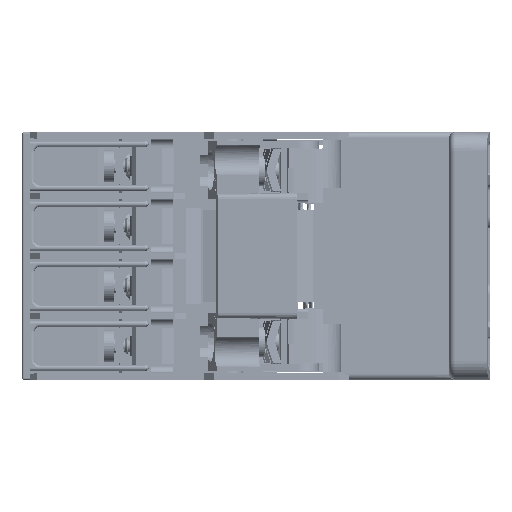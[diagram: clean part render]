
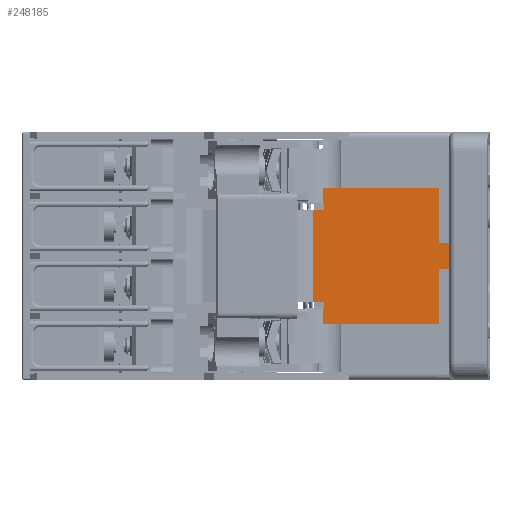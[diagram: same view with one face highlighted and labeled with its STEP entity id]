
A CAD part, left-side view. The second image highlights one B-rep face of the part: STEP entity #248185.
In plain terms, the highlighted planar face has unit normal (-1, 0, 0).
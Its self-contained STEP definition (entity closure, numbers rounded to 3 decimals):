
#238601=CARTESIAN_POINT('',(-32.4,3.17,9.65));
#238602=VERTEX_POINT('',#238601);
#238610=CARTESIAN_POINT('',(-32.4,3.17,12.4));
#238611=VERTEX_POINT('',#238610);
#238612=CARTESIAN_POINT('',(-32.4,3.17,9.65));
#238613=DIRECTION('',(0.0,0.0,1.0));
#238614=VECTOR('',#238613,2.75);
#238615=LINE('',#238612,#238614);
#238616=EDGE_CURVE('',#238602,#238611,#238615,.T.);
#238731=CARTESIAN_POINT('',(-32.4,3.1,9.65));
#238732=VERTEX_POINT('',#238731);
#238733=CARTESIAN_POINT('',(-32.4,3.17,9.65));
#238734=DIRECTION('',(0.0,-1.0,0.0));
#238735=VECTOR('',#238734,0.07);
#238736=LINE('',#238733,#238735);
#238737=EDGE_CURVE('',#238602,#238732,#238736,.T.);
#238889=CARTESIAN_POINT('',(-32.4,3.1,-9.65));
#238890=VERTEX_POINT('',#238889);
#238891=CARTESIAN_POINT('',(-32.4,3.17,-9.65));
#238892=VERTEX_POINT('',#238891);
#238893=CARTESIAN_POINT('',(-32.4,3.1,-9.65));
#238894=DIRECTION('',(0.0,1.0,0.0));
#238895=VECTOR('',#238894,0.07);
#238896=LINE('',#238893,#238895);
#238897=EDGE_CURVE('',#238890,#238892,#238896,.T.);
#239448=CARTESIAN_POINT('',(-32.4,3.1,-8.4));
#239449=VERTEX_POINT('',#239448);
#239458=CARTESIAN_POINT('',(-32.4,3.1,-8.4));
#239459=DIRECTION('',(0.0,0.0,-1.0));
#239460=VECTOR('',#239459,1.25);
#239461=LINE('',#239458,#239460);
#239462=EDGE_CURVE('',#239449,#238890,#239461,.T.);
#239472=CARTESIAN_POINT('',(-32.4,3.1,8.4));
#239473=VERTEX_POINT('',#239472);
#239480=CARTESIAN_POINT('',(-32.4,3.1,9.65));
#239481=DIRECTION('',(0.0,0.0,-1.0));
#239482=VECTOR('',#239481,1.25);
#239483=LINE('',#239480,#239482);
#239484=EDGE_CURVE('',#238732,#239473,#239483,.T.);
#239497=CARTESIAN_POINT('',(-32.4,5.1,-8.4));
#239498=VERTEX_POINT('',#239497);
#239499=CARTESIAN_POINT('',(-32.4,3.1,-8.4));
#239500=DIRECTION('',(0.0,1.0,0.0));
#239501=VECTOR('',#239500,2.0);
#239502=LINE('',#239499,#239501);
#239503=EDGE_CURVE('',#239449,#239498,#239502,.T.);
#239609=CARTESIAN_POINT('',(-32.4,5.1,8.4));
#239610=VERTEX_POINT('',#239609);
#239611=CARTESIAN_POINT('',(-32.4,5.1,8.4));
#239612=DIRECTION('',(0.0,0.0,-1.0));
#239613=VECTOR('',#239612,16.8);
#239614=LINE('',#239611,#239613);
#239615=EDGE_CURVE('',#239610,#239498,#239614,.T.);
#239644=CARTESIAN_POINT('',(-32.4,5.1,8.4));
#239645=DIRECTION('',(0.0,-1.0,0.0));
#239646=VECTOR('',#239645,2.0);
#239647=LINE('',#239644,#239646);
#239648=EDGE_CURVE('',#239610,#239473,#239647,.T.);
#239678=CARTESIAN_POINT('',(-32.4,3.17,-12.4));
#239679=VERTEX_POINT('',#239678);
#239687=CARTESIAN_POINT('',(-32.4,3.17,-12.4));
#239688=DIRECTION('',(0.0,0.0,1.0));
#239689=VECTOR('',#239688,2.75);
#239690=LINE('',#239687,#239689);
#239691=EDGE_CURVE('',#239679,#238892,#239690,.T.);
#248097=CARTESIAN_POINT('',(-32.4,-19.7,12.4));
#248098=DIRECTION('',(-1.0,0.0,0.0));
#248099=DIRECTION('',(0.0,0.0,1.0));
#248100=AXIS2_PLACEMENT_3D('',#248097,#248098,#248099);
#248101=PLANE('',#248100);
#248102=CARTESIAN_POINT('',(-32.4,-17.8,-12.3));
#248103=VERTEX_POINT('',#248102);
#248104=CARTESIAN_POINT('',(-32.4,-17.8,-2.3));
#248105=VERTEX_POINT('',#248104);
#248106=CARTESIAN_POINT('',(-32.4,-17.8,-12.3));
#248107=DIRECTION('',(0.0,0.0,1.0));
#248108=VECTOR('',#248107,10.);
#248109=LINE('',#248106,#248108);
#248110=EDGE_CURVE('',#248103,#248105,#248109,.T.);
#248111=ORIENTED_EDGE('',*,*,#248110,.T.);
#248112=CARTESIAN_POINT('',(-32.4,-19.7,-2.3));
#248113=VERTEX_POINT('',#248112);
#248114=CARTESIAN_POINT('',(-32.4,-17.8,-2.3));
#248115=DIRECTION('',(0.0,-1.0,0.0));
#248116=VECTOR('',#248115,1.9);
#248117=LINE('',#248114,#248116);
#248118=EDGE_CURVE('',#248105,#248113,#248117,.T.);
#248119=ORIENTED_EDGE('',*,*,#248118,.T.);
#248120=CARTESIAN_POINT('',(-32.4,-19.7,2.3));
#248121=VERTEX_POINT('',#248120);
#248122=CARTESIAN_POINT('',(-32.4,-19.7,2.3));
#248123=DIRECTION('',(0.0,0.0,-1.0));
#248124=VECTOR('',#248123,4.6);
#248125=LINE('',#248122,#248124);
#248126=EDGE_CURVE('',#248121,#248113,#248125,.T.);
#248127=ORIENTED_EDGE('',*,*,#248126,.F.);
#248128=CARTESIAN_POINT('',(-32.4,-17.8,2.3));
#248129=VERTEX_POINT('',#248128);
#248130=CARTESIAN_POINT('',(-32.4,-17.8,2.3));
#248131=DIRECTION('',(0.0,-1.0,0.0));
#248132=VECTOR('',#248131,1.9);
#248133=LINE('',#248130,#248132);
#248134=EDGE_CURVE('',#248129,#248121,#248133,.T.);
#248135=ORIENTED_EDGE('',*,*,#248134,.F.);
#248136=CARTESIAN_POINT('',(-32.4,-17.8,12.3));
#248137=VERTEX_POINT('',#248136);
#248138=CARTESIAN_POINT('',(-32.4,-17.8,2.3));
#248139=DIRECTION('',(0.0,0.0,1.0));
#248140=VECTOR('',#248139,10.);
#248141=LINE('',#248138,#248140);
#248142=EDGE_CURVE('',#248129,#248137,#248141,.T.);
#248143=ORIENTED_EDGE('',*,*,#248142,.T.);
#248144=CARTESIAN_POINT('',(-32.4,-17.9,12.4));
#248145=VERTEX_POINT('',#248144);
#248146=CARTESIAN_POINT('',(-32.4,-17.9,12.3));
#248147=DIRECTION('',(1.0,0.,0.));
#248148=DIRECTION('',(0.,0.707,0.707));
#248149=AXIS2_PLACEMENT_3D('',#248146,#248147,#248148);
#248150=CIRCLE('',#248149,0.1);
#248151=EDGE_CURVE('',#248145,#248137,#248150,.F.);
#248152=ORIENTED_EDGE('',*,*,#248151,.F.);
#248153=CARTESIAN_POINT('',(-32.4,-17.9,12.4));
#248154=DIRECTION('',(0.0,1.0,0.0));
#248155=VECTOR('',#248154,21.07);
#248156=LINE('',#248153,#248155);
#248157=EDGE_CURVE('',#248145,#238611,#248156,.T.);
#248158=ORIENTED_EDGE('',*,*,#248157,.T.);
#248159=ORIENTED_EDGE('',*,*,#238616,.F.);
#248160=ORIENTED_EDGE('',*,*,#238737,.T.);
#248161=ORIENTED_EDGE('',*,*,#239484,.T.);
#248162=ORIENTED_EDGE('',*,*,#239648,.F.);
#248163=ORIENTED_EDGE('',*,*,#239615,.T.);
#248164=ORIENTED_EDGE('',*,*,#239503,.F.);
#248165=ORIENTED_EDGE('',*,*,#239462,.T.);
#248166=ORIENTED_EDGE('',*,*,#238897,.T.);
#248167=ORIENTED_EDGE('',*,*,#239691,.F.);
#248168=CARTESIAN_POINT('',(-32.4,-17.9,-12.4));
#248169=VERTEX_POINT('',#248168);
#248170=CARTESIAN_POINT('',(-32.4,-17.9,-12.4));
#248171=DIRECTION('',(0.0,1.0,0.0));
#248172=VECTOR('',#248171,21.07);
#248173=LINE('',#248170,#248172);
#248174=EDGE_CURVE('',#248169,#239679,#248173,.T.);
#248175=ORIENTED_EDGE('',*,*,#248174,.F.);
#248176=CARTESIAN_POINT('',(-32.4,-17.9,-12.3));
#248177=DIRECTION('',(1.0,0.,0.));
#248178=DIRECTION('',(0.,0.707,-0.707));
#248179=AXIS2_PLACEMENT_3D('',#248176,#248177,#248178);
#248180=CIRCLE('',#248179,0.1);
#248181=EDGE_CURVE('',#248103,#248169,#248180,.F.);
#248182=ORIENTED_EDGE('',*,*,#248181,.F.);
#248183=EDGE_LOOP('',(#248111,#248119,#248127,#248135,#248143,#248152,#248158,#248159,#248160,#248161,#248162,#248163,#248164,#248165,#248166,#248167,#248175,#248182));
#248184=FACE_OUTER_BOUND('',#248183,.T.);
#248185=ADVANCED_FACE('',(#248184),#248101,.T.);
